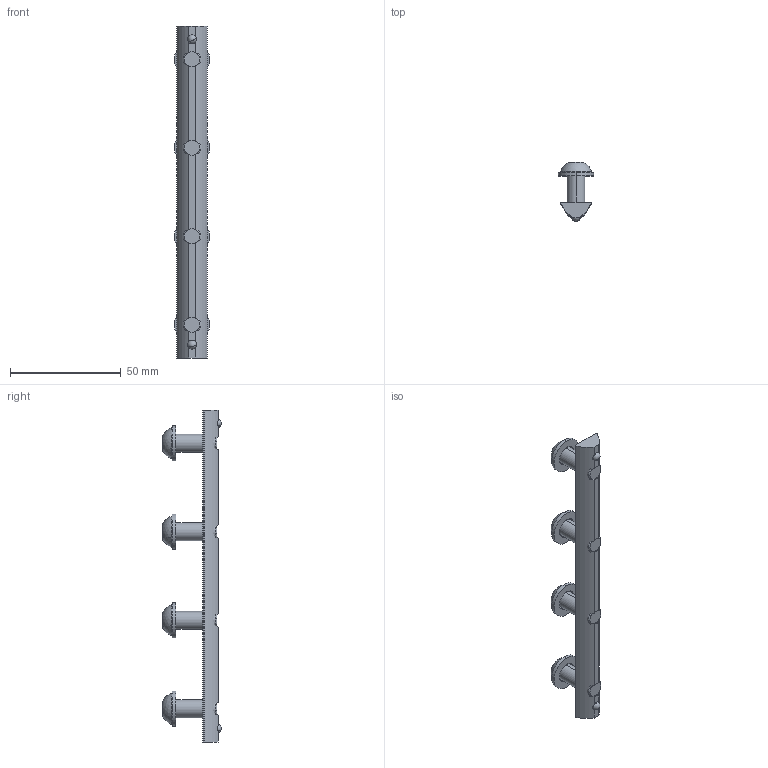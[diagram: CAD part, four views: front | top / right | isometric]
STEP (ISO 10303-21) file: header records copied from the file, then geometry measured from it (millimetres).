
FILE_DESCRIPTION (( 'STEP AP214' ), '1' );
FILE_NAME ('FIXE08E1454-Kit fixation équerre 8 160x160 St M8.step', '2023-03-24T10:03:56', ( 'Altae' ), ( '' ), 'SwSTEP 2.0', 'SolidWorks 2021', '' );
FILE_SCHEMA (( 'AUTOMOTIVE_DESIGN' ));
Length unit declared in the file: millimetre
Products named in the file (1): FIXE08E1454-Kit fixation équerre 8 160x160 St M8
Bounding box: 16 x 26.5 x 150 mm (x, y, z)
Volume: 15785.6 mm3; surface area: 11115.5 mm2
Topology: 11 solids, 11 shells, 154 faces, 377 edges, 241 vertices
Faces by surface type: plane 58, cylinder 49, cone 28, sphere 11, torus 8
Entity records: 4859 total; most frequent: CARTESIAN_POINT 1010, DIRECTION 841, ORIENTED_EDGE 722, EDGE_CURVE 361, AXIS2_PLACEMENT_3D 337, VERTEX_POINT 234, CIRCLE 182, EDGE_LOOP 175
